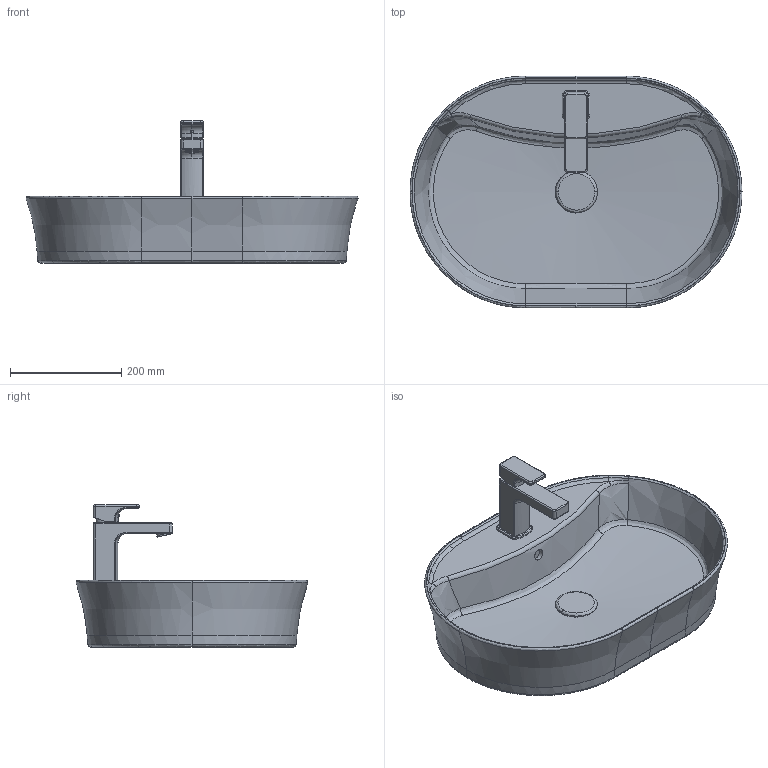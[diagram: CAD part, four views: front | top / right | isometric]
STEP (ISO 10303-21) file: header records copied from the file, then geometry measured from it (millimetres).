
FILE_DESCRIPTION(/* description */ (''),/* implementation_level */ '2;1');
FILE_NAME(/* name */ 'Allegro Armatürlü Tapali Lavabo.stp',/* time_stamp */ '2022-11-22T21:46:08+03:00',/* author */ (''),/* organization */ (''),/* preprocessor_version */ 'ST-DEVELOPER v16.7',/* originating_system */ 'SIEMENS PLM Software NX 12.0',/* authorisation */ '');
FILE_SCHEMA (('AUTOMOTIVE_DESIGN { 1 0 10303 214 3 1 1 1 }'));
Length unit declared in the file: millimetre
Products named in the file (3): model1; Faucet_001; Oval-60x45_Allegro_stp
Assembly tree (2 placements, depth 2):
  Oval-60x45_Allegro_stp
    Faucet_001
    model1
Bounding box: 596.97 x 416.97 x 255.5 mm (x, y, z)
Volume: 10043396.5 mm3; surface area: 730670.5 mm2
Topology: 3 solids, 3 shells, 184 faces, 422 edges, 247 vertices
Faces by surface type: bspline 73, cylinder 45, plane 32, torus 26, cone 4, sphere 2, extrusion 2
Full cylindrical faces by diameter (mm): 45 x1
Entity records: 11395 total; most frequent: CARTESIAN_POINT 7620, ORIENTED_EDGE 824, DIRECTION 671, EDGE_CURVE 412, AXIS2_PLACEMENT_3D 281, VERTEX_POINT 243, EDGE_LOOP 197, ADVANCED_FACE 184
